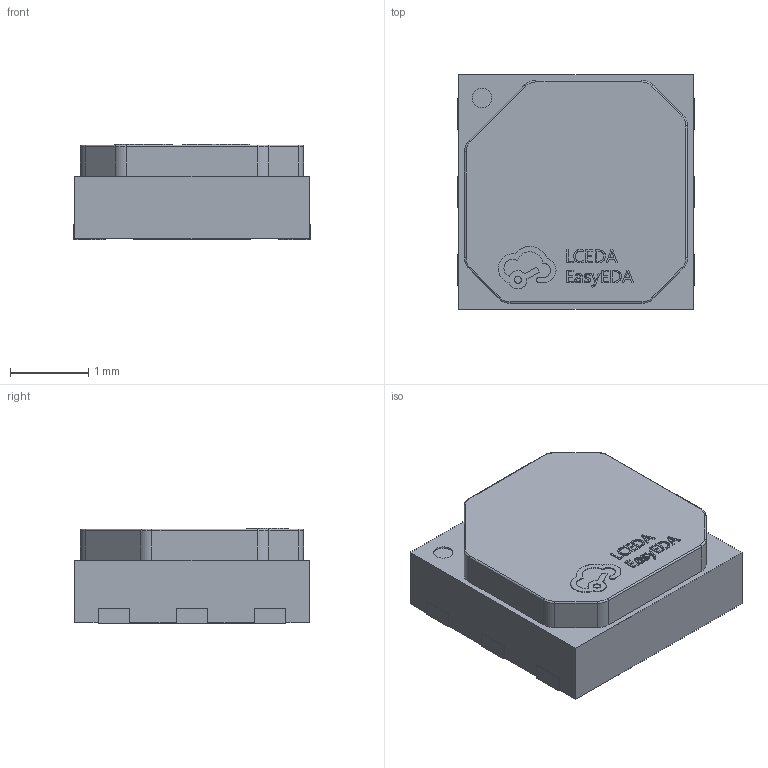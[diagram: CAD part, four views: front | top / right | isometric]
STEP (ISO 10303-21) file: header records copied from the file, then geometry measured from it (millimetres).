
FILE_DESCRIPTION (( 'STEP AP214' ), '1' );
FILE_NAME ('DFN-6_L3.0-W3.0-H1.2-P1.00.step', '2022-06-30T13:22:14', ( '' ), ( '' ), 'SwSTEP 2.0', 'SolidWorks 2020', '' );
FILE_SCHEMA (( 'AUTOMOTIVE_DESIGN' ));
Length unit declared in the file: millimetre
Products named in the file (1): DFN-6_L3.0-W3.0-H1.2-P1.00
Bounding box: 3.02 x 3 x 1.22 mm (x, y, z)
Volume: 10.2 mm3; surface area: 31.9 mm2
Topology: 1 solids, 1 shells, 370 faces, 1001 edges, 662 vertices
Faces by surface type: plane 223, bspline 112, cylinder 27, torus 8
Entity records: 15889 total; most frequent: CARTESIAN_POINT 4138, ORIENTED_EDGE 2002, DIRECTION 1353, EDGE_CURVE 1001, VECTOR 711, LINE 711, VERTEX_POINT 662, EDGE_LOOP 399
